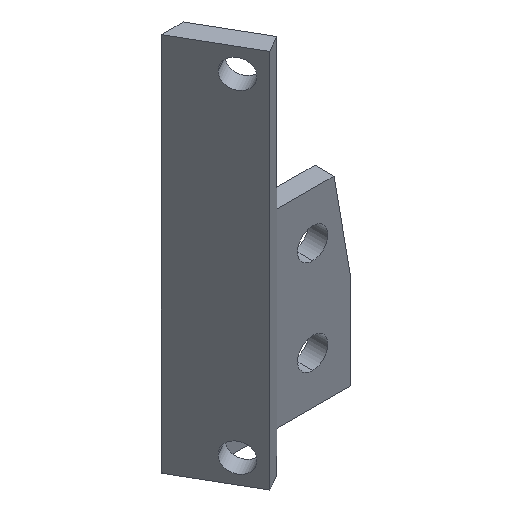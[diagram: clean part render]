
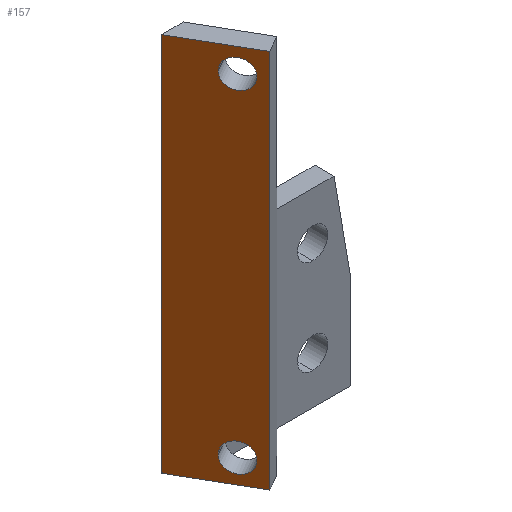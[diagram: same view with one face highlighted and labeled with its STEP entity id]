
A CAD part, isometric view. The second image highlights one B-rep face of the part: STEP entity #157.
In plain terms, the highlighted planar face has unit normal (-0.866, -0.5, 0).
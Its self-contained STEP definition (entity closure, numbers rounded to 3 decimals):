
#13 = EDGE_CURVE ( 'NONE', #628, #214, #195, .T. ) ;
#19 = CARTESIAN_POINT ( 'NONE',  ( -1.25, 2.165, 37.5 ) ) ;
#30 = CARTESIAN_POINT ( 'NONE',  ( -2., 3.464, 37.5 ) ) ;
#32 = DIRECTION ( 'NONE',  ( 0., 0., -1. ) ) ;
#37 = DIRECTION ( 'NONE',  ( 0.5, -0.866, 0. ) ) ;
#57 = AXIS2_PLACEMENT_3D ( 'NONE', #344, #248, #491 ) ;
#66 = VERTEX_POINT ( 'NONE', #278 ) ;
#67 = CARTESIAN_POINT ( 'NONE',  ( -0.5, 0.866, 2.5 ) ) ;
#68 = VECTOR ( 'NONE', #37, 1000. ) ;
#78 = LINE ( 'NONE', #123, #162 ) ;
#80 = VECTOR ( 'NONE', #244, 1000. ) ;
#87 = CARTESIAN_POINT ( 'NONE',  ( -1.25, 2.165, 37.5 ) ) ;
#91 = EDGE_LOOP ( 'NONE', ( #182, #485 ) ) ;
#97 = PLANE ( 'NONE',  #57 ) ;
#110 = EDGE_CURVE ( 'NONE', #390, #167, #422, .T. ) ;
#113 = CIRCLE ( 'NONE', #188, 1.5 ) ;
#114 = EDGE_LOOP ( 'NONE', ( #526, #247, #342, #200 ) ) ;
#123 = CARTESIAN_POINT ( 'NONE',  ( -4.186, 7.25, 20. ) ) ;
#128 = CARTESIAN_POINT ( 'NONE',  ( -4.186, 7.25, 40. ) ) ;
#130 = DIRECTION ( 'NONE',  ( 0., 0., -1. ) ) ;
#132 = CARTESIAN_POINT ( 'NONE',  ( 0., 0., 0. ) ) ;
#146 = VERTEX_POINT ( 'NONE', #337 ) ;
#151 = FACE_OUTER_BOUND ( 'NONE', #114, .T. ) ;
#157 = ADVANCED_FACE ( 'NONE', ( #391, #587, #151 ), #97, .F. ) ;
#162 = VECTOR ( 'NONE', #32, 1000. ) ;
#167 = VERTEX_POINT ( 'NONE', #584 ) ;
#174 = CARTESIAN_POINT ( 'NONE',  ( -1.25, 2.165, 2.5 ) ) ;
#182 = ORIENTED_EDGE ( 'NONE', *, *, #410, .F. ) ;
#188 = AXIS2_PLACEMENT_3D ( 'NONE', #19, #215, #246 ) ;
#195 = LINE ( 'NONE', #132, #80 ) ;
#196 = AXIS2_PLACEMENT_3D ( 'NONE', #174, #520, #274 ) ;
#198 = EDGE_CURVE ( 'NONE', #66, #628, #78, .T. ) ;
#200 = ORIENTED_EDGE ( 'NONE', *, *, #198, .T. ) ;
#203 = VERTEX_POINT ( 'NONE', #360 ) ;
#214 = VERTEX_POINT ( 'NONE', #614 ) ;
#215 = DIRECTION ( 'NONE',  ( -0.866, -0.5, 0. ) ) ;
#234 = EDGE_LOOP ( 'NONE', ( #593, #534 ) ) ;
#244 = DIRECTION ( 'NONE',  ( 0.5, -0.866, 0. ) ) ;
#245 = EDGE_CURVE ( 'NONE', #66, #146, #516, .T. ) ;
#246 = DIRECTION ( 'NONE',  ( 0.5, -0.866, 0. ) ) ;
#247 = ORIENTED_EDGE ( 'NONE', *, *, #573, .F. ) ;
#248 = DIRECTION ( 'NONE',  ( 0.866, 0.5, 0. ) ) ;
#274 = DIRECTION ( 'NONE',  ( 0.5, -0.866, 0. ) ) ;
#276 = AXIS2_PLACEMENT_3D ( 'NONE', #348, #378, #623 ) ;
#278 = CARTESIAN_POINT ( 'NONE',  ( -4.186, 7.25, 40. ) ) ;
#279 = EDGE_CURVE ( 'NONE', #513, #203, #466, .T. ) ;
#281 = CARTESIAN_POINT ( 'NONE',  ( 0., 0., 20. ) ) ;
#337 = CARTESIAN_POINT ( 'NONE',  ( 0., 0., 40. ) ) ;
#342 = ORIENTED_EDGE ( 'NONE', *, *, #245, .F. ) ;
#344 = CARTESIAN_POINT ( 'NONE',  ( 0., 0., 20. ) ) ;
#345 = AXIS2_PLACEMENT_3D ( 'NONE', #87, #370, #522 ) ;
#348 = CARTESIAN_POINT ( 'NONE',  ( -1.25, 2.165, 2.5 ) ) ;
#360 = CARTESIAN_POINT ( 'NONE',  ( -2., 3.464, 2.5 ) ) ;
#370 = DIRECTION ( 'NONE',  ( -0.866, -0.5, 0. ) ) ;
#378 = DIRECTION ( 'NONE',  ( -0.866, -0.5, 0. ) ) ;
#390 = VERTEX_POINT ( 'NONE', #30 ) ;
#391 = FACE_BOUND ( 'NONE', #234, .T. ) ;
#410 = EDGE_CURVE ( 'NONE', #167, #390, #113, .T. ) ;
#422 = CIRCLE ( 'NONE', #345, 1.5 ) ;
#454 = CIRCLE ( 'NONE', #276, 1.5 ) ;
#466 = CIRCLE ( 'NONE', #196, 1.5 ) ;
#485 = ORIENTED_EDGE ( 'NONE', *, *, #110, .F. ) ;
#491 = DIRECTION ( 'NONE',  ( -0.5, 0.866, 0. ) ) ;
#512 = VECTOR ( 'NONE', #130, 1000. ) ;
#513 = VERTEX_POINT ( 'NONE', #67 ) ;
#516 = LINE ( 'NONE', #128, #68 ) ;
#517 = CARTESIAN_POINT ( 'NONE',  ( -4.186, 7.25, 0. ) ) ;
#520 = DIRECTION ( 'NONE',  ( -0.866, -0.5, 0. ) ) ;
#522 = DIRECTION ( 'NONE',  ( 0.5, -0.866, 0. ) ) ;
#526 = ORIENTED_EDGE ( 'NONE', *, *, #13, .T. ) ;
#534 = ORIENTED_EDGE ( 'NONE', *, *, #554, .F. ) ;
#554 = EDGE_CURVE ( 'NONE', #203, #513, #454, .T. ) ;
#573 = EDGE_CURVE ( 'NONE', #146, #214, #627, .T. ) ;
#584 = CARTESIAN_POINT ( 'NONE',  ( -0.5, 0.866, 37.5 ) ) ;
#587 = FACE_BOUND ( 'NONE', #91, .T. ) ;
#593 = ORIENTED_EDGE ( 'NONE', *, *, #279, .F. ) ;
#614 = CARTESIAN_POINT ( 'NONE',  ( 0., 0., 0. ) ) ;
#623 = DIRECTION ( 'NONE',  ( 0.5, -0.866, 0. ) ) ;
#627 = LINE ( 'NONE', #281, #512 ) ;
#628 = VERTEX_POINT ( 'NONE', #517 ) ;
